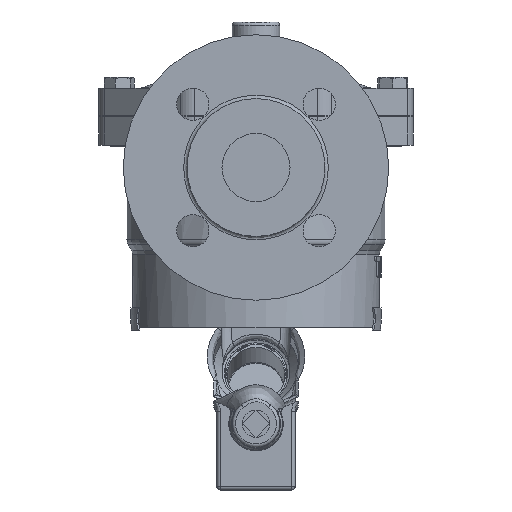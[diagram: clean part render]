
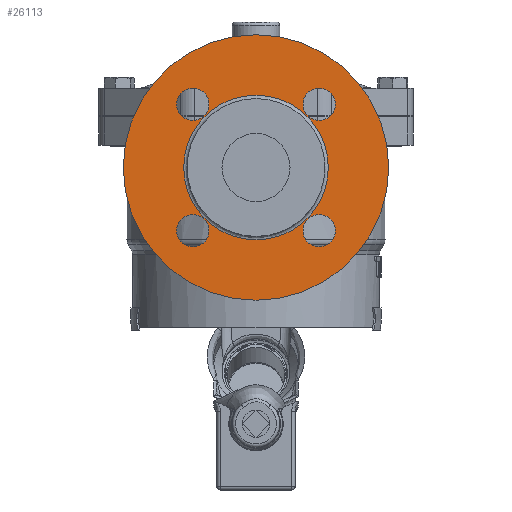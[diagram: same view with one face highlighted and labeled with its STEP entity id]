
A CAD part, left-side view. The second image highlights one B-rep face of the part: STEP entity #26113.
In plain terms, the highlighted planar face has unit normal (-1, 0, 0).
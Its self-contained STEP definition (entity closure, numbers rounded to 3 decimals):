
#25620=CARTESIAN_POINT('',(-135.0,27.623,-67.123));
#25621=VERTEX_POINT('',#25620);
#25622=CARTESIAN_POINT('',(-135.0,37.123,-67.123));
#25623=DIRECTION('',(1.0,0.0,0.0));
#25624=DIRECTION('',(0.0,1.0,0.0));
#25625=AXIS2_PLACEMENT_3D('',#25622,#25623,#25624);
#25626=CIRCLE('',#25625,9.5);
#25627=EDGE_CURVE('',#25621,#25621,#25626,.T.);
#25669=CARTESIAN_POINT('',(-135.0,-37.123,-57.623));
#25670=VERTEX_POINT('',#25669);
#25671=CARTESIAN_POINT('',(-135.0,-37.123,-67.123));
#25672=DIRECTION('',(1.0,0.0,0.0));
#25673=DIRECTION('',(0.0,0.0,-1.0));
#25674=AXIS2_PLACEMENT_3D('',#25671,#25672,#25673);
#25675=CIRCLE('',#25674,9.5);
#25676=EDGE_CURVE('',#25670,#25670,#25675,.T.);
#25718=CARTESIAN_POINT('',(-135.0,-27.623,7.123));
#25719=VERTEX_POINT('',#25718);
#25720=CARTESIAN_POINT('',(-135.0,-37.123,7.123));
#25721=DIRECTION('',(1.0,0.0,0.0));
#25722=DIRECTION('',(0.0,-1.0,0.0));
#25723=AXIS2_PLACEMENT_3D('',#25720,#25721,#25722);
#25724=CIRCLE('',#25723,9.5);
#25725=EDGE_CURVE('',#25719,#25719,#25724,.T.);
#25778=CARTESIAN_POINT('',(-135.0,37.123,-2.377));
#25779=VERTEX_POINT('',#25778);
#25780=CARTESIAN_POINT('',(-135.0,37.123,7.123));
#25781=DIRECTION('',(1.0,0.0,0.0));
#25782=DIRECTION('',(0.0,0.0,1.0));
#25783=AXIS2_PLACEMENT_3D('',#25780,#25781,#25782);
#25784=CIRCLE('',#25783,9.5);
#25785=EDGE_CURVE('',#25779,#25779,#25784,.T.);
#25911=CARTESIAN_POINT('',(-135.0,0.,48.));
#25912=VERTEX_POINT('',#25911);
#25913=CARTESIAN_POINT('',(-135.,0.0,-30.));
#25914=DIRECTION('',(1.0,0.0,0.0));
#25915=DIRECTION('',(0.0,0.0,-1.0));
#25916=AXIS2_PLACEMENT_3D('',#25913,#25914,#25915);
#25917=CIRCLE('',#25916,78.0);
#25918=EDGE_CURVE('',#25912,#25912,#25917,.T.);
#26067=CARTESIAN_POINT('',(-135.,0.,12.5));
#26068=VERTEX_POINT('',#26067);
#26069=CARTESIAN_POINT('',(-135.,0.0,-30.));
#26070=DIRECTION('',(-1.0,0.0,0.0));
#26071=DIRECTION('',(0.0,0.0,-1.0));
#26072=AXIS2_PLACEMENT_3D('',#26069,#26070,#26071);
#26073=CIRCLE('',#26072,42.5);
#26074=EDGE_CURVE('',#26068,#26068,#26073,.T.);
#26090=CARTESIAN_POINT('',(-135.,0.0,-30.));
#26091=DIRECTION('',(1.0,0.0,0.0));
#26092=DIRECTION('',(0.0,0.0,-1.0));
#26093=AXIS2_PLACEMENT_3D('',#26090,#26091,#26092);
#26094=PLANE('',#26093);
#26095=ORIENTED_EDGE('',*,*,#25918,.F.);
#26096=EDGE_LOOP('',(#26095));
#26097=FACE_OUTER_BOUND('',#26096,.T.);
#26098=ORIENTED_EDGE('',*,*,#25627,.T.);
#26099=EDGE_LOOP('',(#26098));
#26100=FACE_BOUND('',#26099,.T.);
#26101=ORIENTED_EDGE('',*,*,#25676,.T.);
#26102=EDGE_LOOP('',(#26101));
#26103=FACE_BOUND('',#26102,.T.);
#26104=ORIENTED_EDGE('',*,*,#25725,.T.);
#26105=EDGE_LOOP('',(#26104));
#26106=FACE_BOUND('',#26105,.T.);
#26107=ORIENTED_EDGE('',*,*,#25785,.T.);
#26108=EDGE_LOOP('',(#26107));
#26109=FACE_BOUND('',#26108,.T.);
#26110=ORIENTED_EDGE('',*,*,#26074,.F.);
#26111=EDGE_LOOP('',(#26110));
#26112=FACE_BOUND('',#26111,.T.);
#26113=ADVANCED_FACE('',(#26097,#26100,#26103,#26106,#26109,#26112),#26094,.F.);
